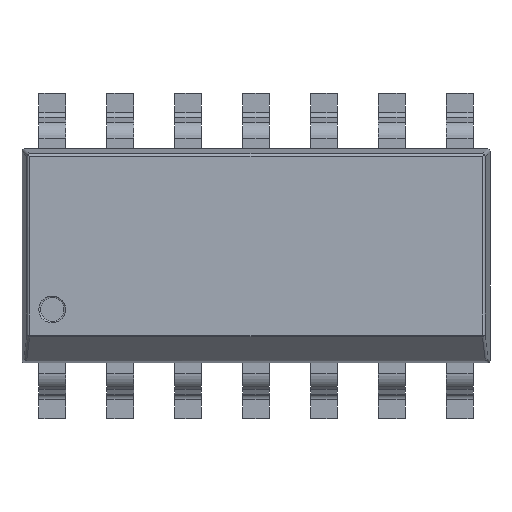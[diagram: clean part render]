
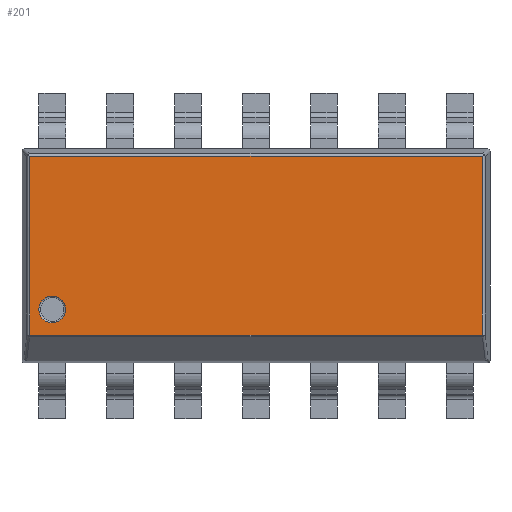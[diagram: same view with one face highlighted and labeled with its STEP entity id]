
A CAD part, top view. The second image highlights one B-rep face of the part: STEP entity #201.
In plain terms, the highlighted planar face has unit normal (0, 0, 1).
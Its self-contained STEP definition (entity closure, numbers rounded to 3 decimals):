
#201=ADVANCED_FACE('',(#2529,#2531),#2533,.T.);
#2529=FACE_BOUND('',#2530,.T.);
#2530=EDGE_LOOP('',(#4487,#4488,#4489,#4490));
#2531=FACE_BOUND('',#2532,.T.);
#2532=EDGE_LOOP('',(#4491));
#2533=PLANE('',#2534);
#2534=AXIS2_PLACEMENT_3D('',#2535,#2536,#2537);
#2535=CARTESIAN_POINT('',(0.,0.,1.75));
#2536=DIRECTION('',(0.,0.,1.));
#2537=DIRECTION('',(1.,0.,0.));
#4487=ORIENTED_EDGE('',*,*,#5823,.T.);
#4488=ORIENTED_EDGE('',*,*,#5824,.T.);
#4489=ORIENTED_EDGE('',*,*,#5825,.T.);
#4490=ORIENTED_EDGE('',*,*,#5826,.T.);
#4491=ORIENTED_EDGE('',*,*,#5827,.T.);
#5823=EDGE_CURVE('',#6547,#6548,#6549,.T.);
#5824=EDGE_CURVE('',#6548,#6550,#6551,.T.);
#5825=EDGE_CURVE('',#6550,#6552,#6553,.T.);
#5826=EDGE_CURVE('',#6552,#6547,#6554,.T.);
#5827=EDGE_CURVE('',#6555,#6555,#6556,.T.);
#6547=VERTEX_POINT('',#7956);
#6548=VERTEX_POINT('',#7957);
#6549=LINE('',#7958,#7959);
#6550=VERTEX_POINT('',#7961);
#6551=LINE('',#7962,#7963);
#6552=VERTEX_POINT('',#7965);
#6553=LINE('',#7966,#7967);
#6554=LINE('',#7969,#7970);
#6555=VERTEX_POINT('',#7972);
#6556=CIRCLE('',#7973,0.25);
#7956=CARTESIAN_POINT('',(-0.423,4.558,1.75));
#7957=CARTESIAN_POINT('',(-0.423,1.219,1.75));
#7958=CARTESIAN_POINT('',(-0.423,4.558,1.75));
#7959=VECTOR('',#7960,1.);
#7960=DIRECTION('',(0.,-1.,0.));
#7961=CARTESIAN_POINT('',(8.043,1.219,1.75));
#7962=CARTESIAN_POINT('',(-0.423,1.219,1.75));
#7963=VECTOR('',#7964,1.);
#7964=DIRECTION('',(1.,0.,0.));
#7965=CARTESIAN_POINT('',(8.043,4.558,1.75));
#7966=CARTESIAN_POINT('',(8.043,1.219,1.75));
#7967=VECTOR('',#7968,1.);
#7968=DIRECTION('',(0.,1.,0.));
#7969=CARTESIAN_POINT('',(8.043,4.558,1.75));
#7970=VECTOR('',#7971,1.);
#7971=DIRECTION('',(-1.,0.,0.));
#7972=CARTESIAN_POINT('',(0.,1.448,1.75));
#7973=AXIS2_PLACEMENT_3D('',#7974,#7975,#7976);
#7974=CARTESIAN_POINT('',(0.,1.698,1.75));
#7975=DIRECTION('',(-0.,-0.,-1.));
#7976=DIRECTION('',(0.,-1.,0.));
